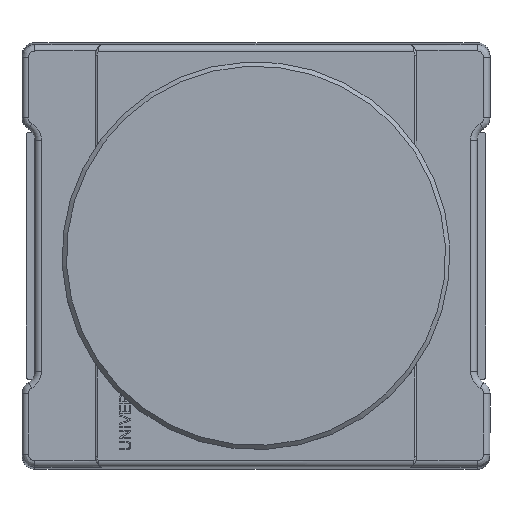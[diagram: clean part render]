
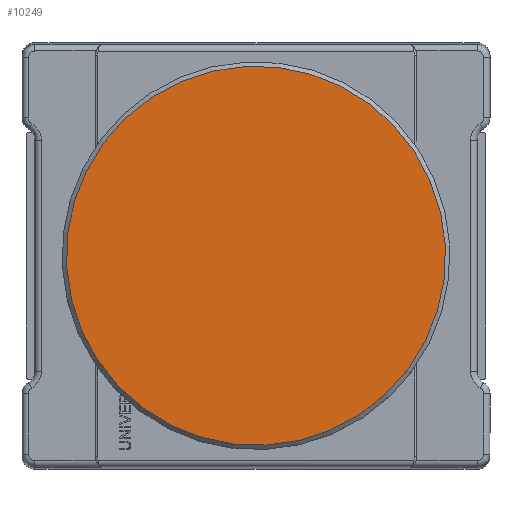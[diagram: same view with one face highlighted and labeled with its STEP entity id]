
A CAD part, top view. The second image highlights one B-rep face of the part: STEP entity #10249.
In plain terms, the highlighted face is planar.
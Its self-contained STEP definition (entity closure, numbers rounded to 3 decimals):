
#2604=PLANE('',#11137);
#2904=CIRCLE('',#11138,44.);
#3480=FACE_OUTER_BOUND('',#4045,.T.);
#4045=EDGE_LOOP('',(#9643));
#5152=VERTEX_POINT('',#18213);
#6650=EDGE_CURVE('',#5152,#5152,#2904,.T.);
#9643=ORIENTED_EDGE('',*,*,#6650,.T.);
#10249=ADVANCED_FACE('',(#3480),#2604,.T.);
#11137=AXIS2_PLACEMENT_3D('',#18212,#13798,#13799);
#11138=AXIS2_PLACEMENT_3D('',#18214,#13800,#13801);
#13798=DIRECTION('center_axis',(0.,1.,0.));
#13799=DIRECTION('ref_axis',(0.,0.,1.));
#13800=DIRECTION('center_axis',(0.,1.,0.));
#13801=DIRECTION('ref_axis',(-1.,0.,0.));
#18212=CARTESIAN_POINT('Origin',(-22.,26.,0.));
#18213=CARTESIAN_POINT('',(44.,26.,0.));
#18214=CARTESIAN_POINT('Origin',(0.,26.,0.));
